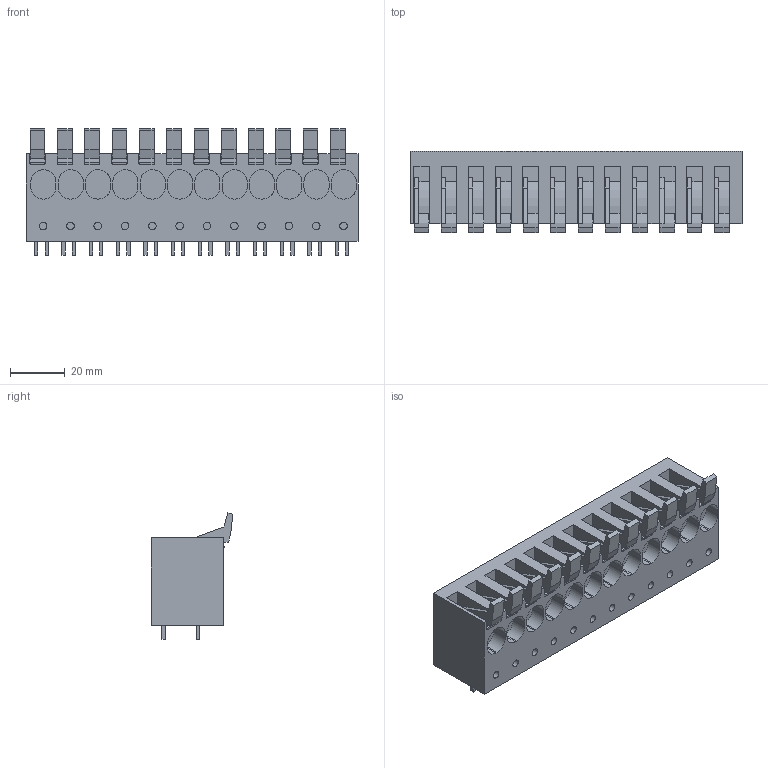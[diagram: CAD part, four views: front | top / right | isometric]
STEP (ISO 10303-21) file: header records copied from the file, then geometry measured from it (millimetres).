
FILE_DESCRIPTION(('CATIA V5 STEP Exchange','CAx-IF Rec.Pracs.--- Model Styling and Organization---1.2---2011-12-15'),'2;1');
FILE_NAME ('D1462410_0', '2018-04-17T10:24:45+00:00', ('none'), ('Weidmueller'), 'CATIA Version 5-6 Release 2014', 'CATIA V5 STEP AP214', 'none');
FILE_SCHEMA(('AUTOMOTIVE_DESIGN { 1 0 10303 214 1 1 1 1 }'));
Length unit declared in the file: millimetre
Products named in the file (1): 2453790000
Bounding box: 121.58 x 29.9 x 46.24 mm (x, y, z)
Volume: 88660.3 mm3; surface area: 30231 mm2
Topology: 25 solids, 25 shells, 726 faces, 2076 edges, 1436 vertices
Faces by surface type: plane 558, cylinder 168
Entity records: 24724 total; most frequent: CARTESIAN_POINT 6167, ORIENTED_EDGE 4152, DIRECTION 2923, EDGE_CURVE 2076, VECTOR 1696, LINE 1696, VERTEX_POINT 1436, EDGE_LOOP 762
